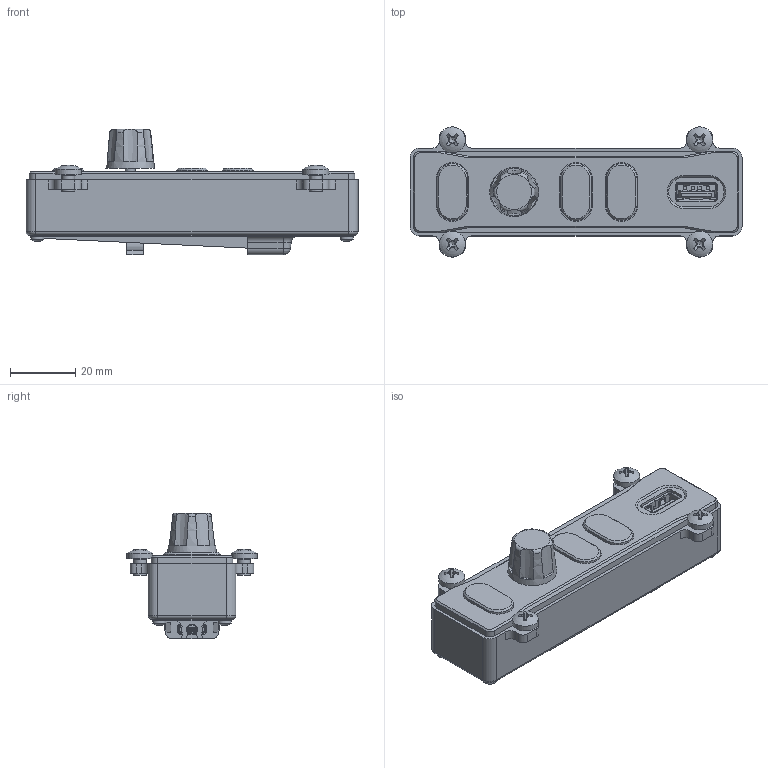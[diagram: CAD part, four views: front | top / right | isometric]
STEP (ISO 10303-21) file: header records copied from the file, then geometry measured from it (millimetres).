
FILE_DESCRIPTION(('FreeCAD Model'),'2;1');
FILE_NAME('Open CASCADE Shape Model','2025-01-08T08:29:51',(''),(''), 'Open CASCADE STEP processor 7.7','FreeCAD','Unknown');
FILE_SCHEMA(('AUTOMOTIVE_DESIGN { 1 0 10303 214 1 1 1 1 }'));
Length unit declared in the file: millimetre
Products named in the file (24): Kliky_v1; Main; Bezel-rA; Back-rA; Button; Push-rA; ElmaGumb15_01_001; M2x4-Screw; M2x4-Screw001; Kliky5; J1101_2171800001_fe76f11168dd; COMPOUND002; COMPOUND; COMPOUND001; Board_Geoms_d6e3; Pcb_d6e3; J1001_USB1040-GF-L-B_4f81af0ac89d; USB1040-15-L-B_PART2; USB1040-15-L-B_PART1; SW801_Part_1a09e7d014c5; CH13_E33_Dummy_E33_VTXXX_NXXX_C_stp1_01; Elma_E33_os_01; M2x4-Screw002; M4x5-Screw
Assembly tree (30 placements, depth 5):
  Kliky_v1
    Main
      Bezel-rA
      Back-rA
    Button
      Push-rA  x3
    ElmaGumb15_01_001
    M2x4-Screw
    M2x4-Screw001
    Kliky5
      J1101_2171800001_fe76f11168dd
        COMPOUND002
          COMPOUND
          COMPOUND001
      Board_Geoms_d6e3
        Pcb_d6e3
      J1001_USB1040-GF-L-B_4f81af0ac89d
        USB1040-15-L-B_PART2
        USB1040-15-L-B_PART1
      SW801_Part_1a09e7d014c5
        CH13_E33_Dummy_E33_VTXXX_NXXX_C_stp1_01
        Elma_E33_os_01
    M2x4-Screw002  x3
    M4x5-Screw  x4
Bounding box: 102 x 40 x 38.51 mm (x, y, z)
Volume: 31437.6 mm3; surface area: 36403.4 mm2
Topology: 22 solids, 36 shells, 3569 faces, 9857 edges, 6375 vertices
Faces by surface type: plane 2054, cylinder 1099, torus 186, cone 131, bspline 84, sphere 13, revolution 2
Full cylindrical faces by diameter (mm): 0.5 x32, 0.8 x2, 0.9 x5, 0.95 x4, 0.991 x2, 1.6 x8, 2 x5, 2.301 x2, 2.4 x4, 2.7 x4, 3 x1, 3.3 x4, 3.5 x1, 4 x10, 6 x1, 8 x4, 9.468 x1
Entity records: 127133 total; most frequent: CARTESIAN_POINT 38110, ORIENTED_EDGE 18692, DIRECTION 18148, EDGE_CURVE 9346, LINE 6170, VECTOR 6170, VERTEX_POINT 6061, AXIS2_PLACEMENT_3D 5988
